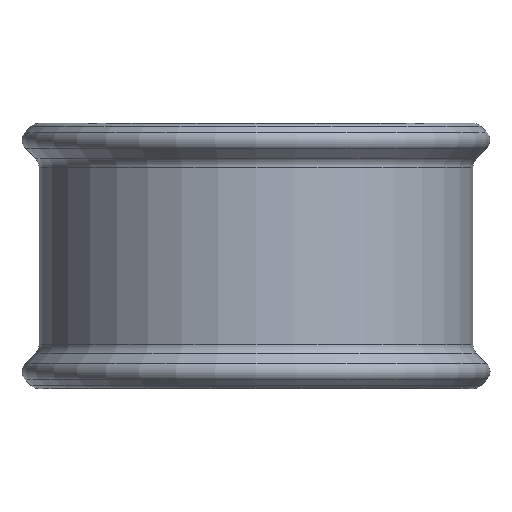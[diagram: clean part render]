
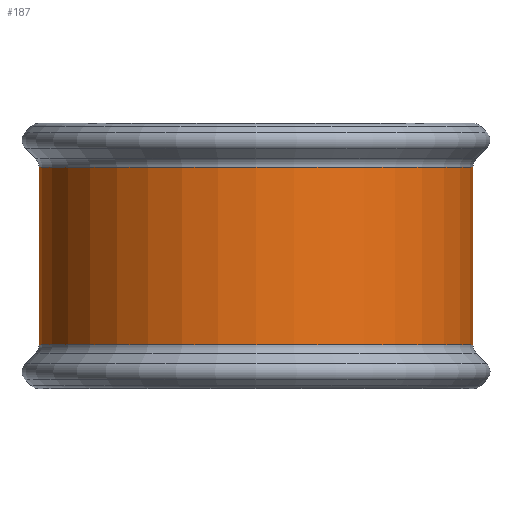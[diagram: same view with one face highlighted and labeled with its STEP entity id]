
A CAD part, front view. The second image highlights one B-rep face of the part: STEP entity #187.
In plain terms, the highlighted cylindrical face has radius 14.097 mm (diameter 28.194 mm), a partial arc.
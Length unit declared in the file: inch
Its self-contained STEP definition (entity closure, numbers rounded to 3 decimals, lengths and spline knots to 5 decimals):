
#52 = DIRECTION ( 'NONE',  ( 0., 0., -1. ) ) ;
#76 = CARTESIAN_POINT ( 'NONE',  ( 0.5, -0.413, 0.22729 ) ) ;
#187 = ADVANCED_FACE ( 'NONE', ( #2139 ), #1562, .T. ) ;
#232 = DIRECTION ( 'NONE',  ( -1., 0., 0. ) ) ;
#276 = EDGE_CURVE ( 'NONE', #2356, #5533, #5175, .T. ) ;
#557 = DIRECTION ( 'NONE',  ( 0., 0., 1. ) ) ;
#995 = AXIS2_PLACEMENT_3D ( 'NONE', #2881, #52, #3343 ) ;
#1003 = DIRECTION ( 'NONE',  ( 0., 0., -1. ) ) ;
#1009 = EDGE_CURVE ( 'NONE', #2356, #4716, #5270, .T. ) ;
#1202 = EDGE_CURVE ( 'NONE', #4716, #5681, #2047, .T. ) ;
#1271 = DIRECTION ( 'NONE',  ( 0., 0., 1. ) ) ;
#1326 = CARTESIAN_POINT ( 'NONE',  ( -0.055, -0.968, 0.22729 ) ) ;
#1418 = VECTOR ( 'NONE', #557, 39.37008 ) ;
#1562 = CYLINDRICAL_SURFACE ( 'NONE', #4137, 0.555 ) ;
#2047 = LINE ( 'NONE', #3162, #5674 ) ;
#2061 = ORIENTED_EDGE ( 'NONE', *, *, #1009, .F. ) ;
#2139 = FACE_OUTER_BOUND ( 'NONE', #5353, .T. ) ;
#2293 = AXIS2_PLACEMENT_3D ( 'NONE', #5863, #3056, #232 ) ;
#2356 = VERTEX_POINT ( 'NONE', #2931 ) ;
#2358 = ORIENTED_EDGE ( 'NONE', *, *, #276, .T. ) ;
#2881 = CARTESIAN_POINT ( 'NONE',  ( 0.5, -0.968, 0.22729 ) ) ;
#2931 = CARTESIAN_POINT ( 'NONE',  ( 0.5, -0.413, -0.22729 ) ) ;
#3056 = DIRECTION ( 'NONE',  ( 0., 0., -1. ) ) ;
#3162 = CARTESIAN_POINT ( 'NONE',  ( -0.055, -0.968, 0.22729 ) ) ;
#3343 = DIRECTION ( 'NONE',  ( -1., 0., 0. ) ) ;
#3496 = CIRCLE ( 'NONE', #995, 0.555 ) ;
#3832 = CARTESIAN_POINT ( 'NONE',  ( 0.5, -0.968, 0. ) ) ;
#4137 = AXIS2_PLACEMENT_3D ( 'NONE', #3832, #1003, #4299 ) ;
#4299 = DIRECTION ( 'NONE',  ( -1., 0., 0. ) ) ;
#4716 = VERTEX_POINT ( 'NONE', #5255 ) ;
#5175 = LINE ( 'NONE', #76, #1418 ) ;
#5255 = CARTESIAN_POINT ( 'NONE',  ( -0.055, -0.968, -0.22729 ) ) ;
#5270 = CIRCLE ( 'NONE', #2293, 0.555 ) ;
#5315 = EDGE_CURVE ( 'NONE', #5533, #5681, #3496, .T. ) ;
#5353 = EDGE_LOOP ( 'NONE', ( #2358, #6042, #6122, #2061 ) ) ;
#5385 = CARTESIAN_POINT ( 'NONE',  ( 0.5, -0.413, 0.22729 ) ) ;
#5533 = VERTEX_POINT ( 'NONE', #5385 ) ;
#5674 = VECTOR ( 'NONE', #1271, 39.37008 ) ;
#5681 = VERTEX_POINT ( 'NONE', #1326 ) ;
#5863 = CARTESIAN_POINT ( 'NONE',  ( 0.5, -0.968, -0.22729 ) ) ;
#6042 = ORIENTED_EDGE ( 'NONE', *, *, #5315, .T. ) ;
#6122 = ORIENTED_EDGE ( 'NONE', *, *, #1202, .F. ) ;
